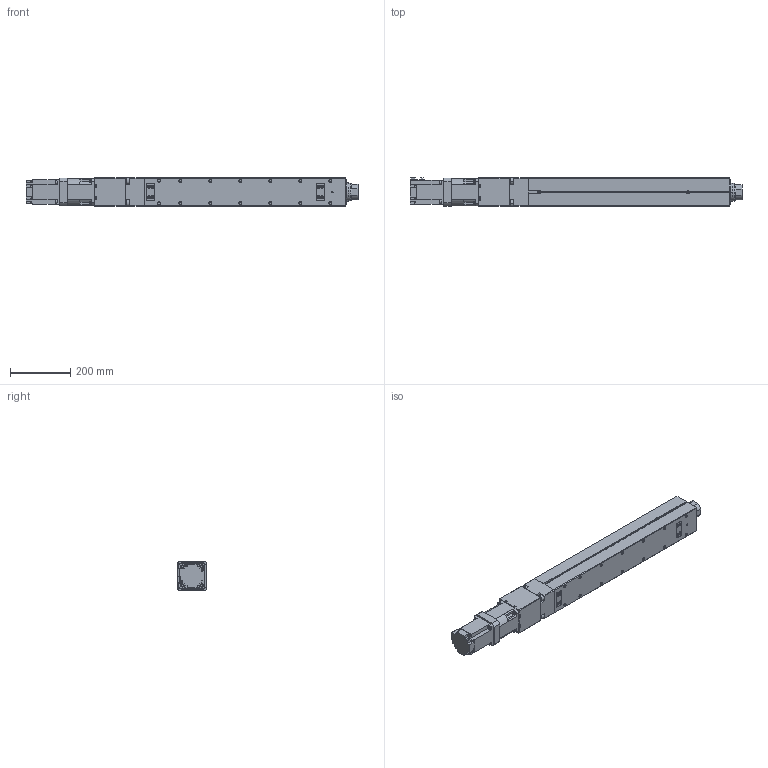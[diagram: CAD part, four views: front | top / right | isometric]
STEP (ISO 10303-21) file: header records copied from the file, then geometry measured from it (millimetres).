
FILE_DESCRIPTION (( 'STEP AP214' ), '1' );
FILE_NAME ('ETHU20BC03-20X05-0500-XXXX(2).STEP', '2025-02-27T16:16:50', ( '' ), ( '' ), 'SwSTEP 2.0', 'SolidWorks 2022', '' );
FILE_SCHEMA (( 'AUTOMOTIVE_DESIGN' ));
Length unit declared in the file: millimetre
Products named in the file (7): ETHU20-500SENSOR; ETHU20-500ROD; ETHU20-200-FANGTOOTH; ETHU20-500MOTOR; ETHU20-500-1; ETHU20-500GEARBOX; ETHU20BC03-20X05-0500-XXXX(2)
Assembly tree (8 placements, depth 2):
  ETHU20BC03-20X05-0500-XXXX(2)
    ETHU20-500-1
    ETHU20-200-FANGTOOTH
    ETHU20-500GEARBOX
    ETHU20-500MOTOR
    ETHU20-500SENSOR  x3
    ETHU20-500ROD
Bounding box: 1106.2 x 96.3 x 95 mm (x, y, z)
Surface area: 624876.8 mm2
Topology: 8 solids, 8 shells, 1123 faces, 2845 edges, 1831 vertices
Faces by surface type: plane 710, cylinder 265, cone 108, torus 40
Entity records: 33681 total; most frequent: CARTESIAN_POINT 6366, DIRECTION 5632, ORIENTED_EDGE 5570, EDGE_CURVE 2785, LINE 2050, VECTOR 2050, AXIS2_PLACEMENT_3D 1791, VERTEX_POINT 1791
